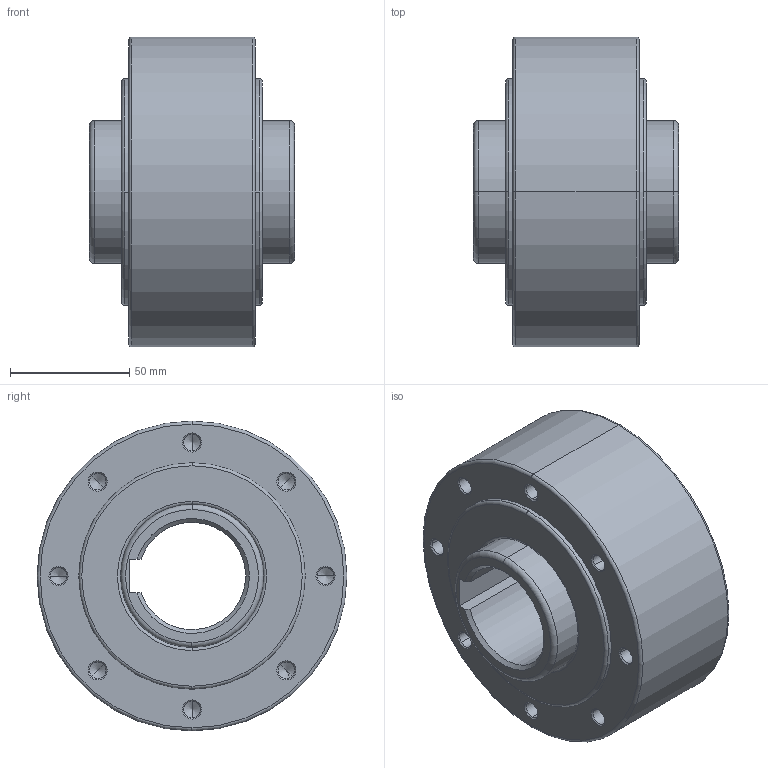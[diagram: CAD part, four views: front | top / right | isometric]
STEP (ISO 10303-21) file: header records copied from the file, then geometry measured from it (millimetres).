
FILE_DESCRIPTION(('STEP AP214'),'1');
FILE_NAME('gl_45.stp','2019-09-14T10:18:34',('TraceParts'),('TraceParts S.A.'),'Spatial InterOp 3D',' ',' ');
FILE_SCHEMA(('AUTOMOTIVE_DESIGN { 1 0 10303 214 1 1 1 1 }'));
Length unit declared in the file: millimetre
Products named in the file (1): gl_45
Bounding box: 86 x 130 x 130 mm (x, y, z)
Volume: 667236.1 mm3; surface area: 75355.1 mm2
Topology: 1 solids, 5 shells, 237 faces, 541 edges, 314 vertices
Faces by surface type: cone 100, cylinder 84, plane 29, torus 24
Entity records: 6512 total; most frequent: DIRECTION 1295, CARTESIAN_POINT 1069, ORIENTED_EDGE 1018, AXIS2_PLACEMENT_3D 552, EDGE_CURVE 509, VERTEX_POINT 314, CIRCLE 314, EDGE_LOOP 279
